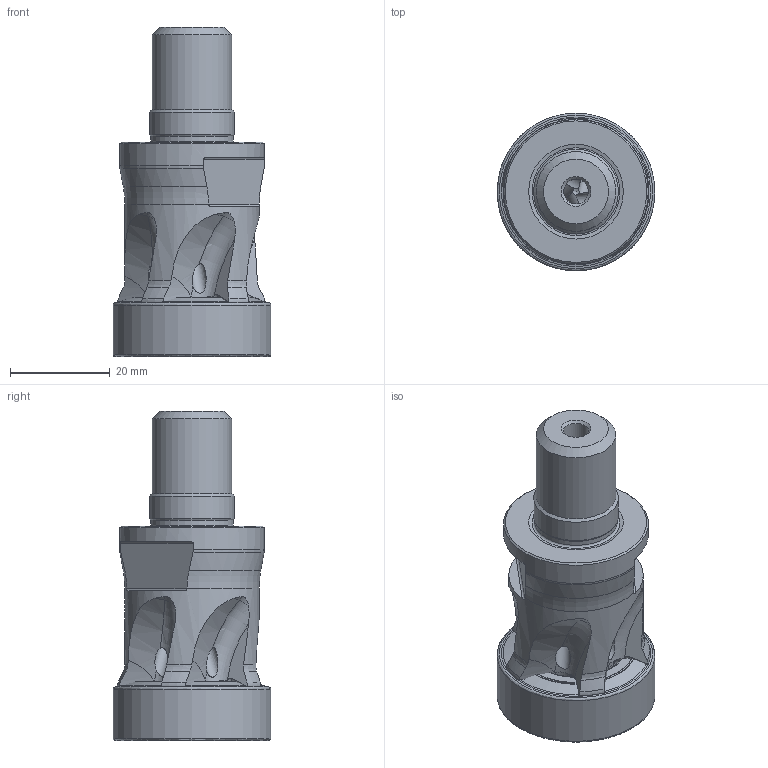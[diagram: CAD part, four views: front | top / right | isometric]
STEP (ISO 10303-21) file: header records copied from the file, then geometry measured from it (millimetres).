
FILE_DESCRIPTION(/* description */ (''),/* implementation_level */ '2;1');
FILE_NAME(/* name */ '202735407ndi000_00.stp',/* time_stamp */ '2019-12-03T09:36:53+01:00',/* author */ (''),/* organization */ (''),/* preprocessor_version */ 'ST-DEVELOPER v16.7',/* originating_system */ 'SIEMENS PLM Software NX 12.0',/* authorisation */ '');
FILE_SCHEMA (('AUTOMOTIVE_DESIGN { 1 0 10303 214 3 1 1 1 }'));
Length unit declared in the file: millimetre
Products named in the file (1): mp5415B86C43xhg7
Bounding box: 31.64 x 31.64 x 66 mm (x, y, z)
Volume: 28431.9 mm3; surface area: 10473.3 mm2
Topology: 2 solids, 2 shells, 293 faces, 851 edges, 551 vertices
Faces by surface type: cylinder 95, plane 84, cone 46, torus 41, revolution 17, sphere 10
Full cylindrical faces by diameter (mm): 2.1 x5, 3 x5, 5 x1, 16 x1, 16.6 x1, 17 x1, 27 x1, 29 x1
Entity records: 11355 total; most frequent: CARTESIAN_POINT 4155, ORIENTED_EDGE 1552, DIRECTION 1412, EDGE_CURVE 776, AXIS2_PLACEMENT_3D 627, VERTEX_POINT 531, EDGE_LOOP 358, B_SPLINE_CURVE_WITH_KNOTS 302
